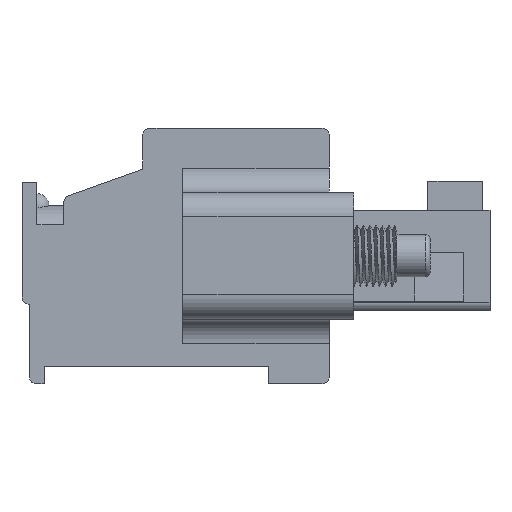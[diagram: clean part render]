
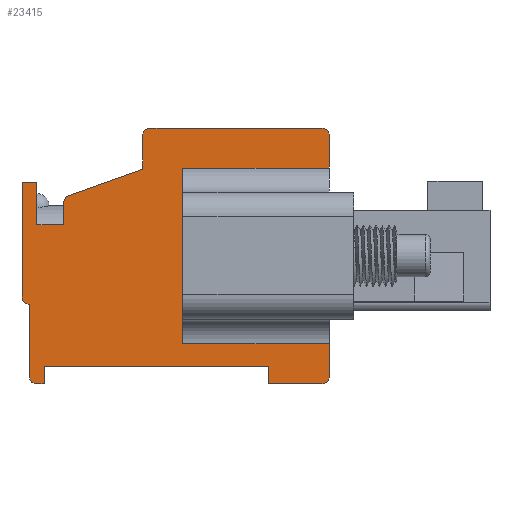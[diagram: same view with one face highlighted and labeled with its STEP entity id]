
A CAD part, left-side view. The second image highlights one B-rep face of the part: STEP entity #23415.
In plain terms, the highlighted planar face has unit normal (-1, 0, 0).
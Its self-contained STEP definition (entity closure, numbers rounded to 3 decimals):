
#7763=DIRECTION('',(0.,0.,-1.));
#7764=VECTOR('',#7763,1.36);
#7765=CARTESIAN_POINT('',(0.,0.,1.66));
#7766=LINE('',#7765,#7764);
#7767=CARTESIAN_POINT('',(0.,0.3,0.3));
#7768=DIRECTION('',(-1.,0.,0.));
#7769=DIRECTION('',(0.,0.,-1.));
#7770=AXIS2_PLACEMENT_3D('',#7767,#7768,#7769);
#7772=DIRECTION('',(0.,1.,0.));
#7773=VECTOR('',#7772,2.2);
#7774=CARTESIAN_POINT('',(0.,0.3,0.));
#7775=LINE('',#7774,#7773);
#7776=DIRECTION('',(0.,0.,-1.));
#7777=VECTOR('',#7776,0.72);
#7778=CARTESIAN_POINT('',(0.,2.5,0.72));
#7779=LINE('',#7778,#7777);
#7780=DIRECTION('',(0.,-1.,0.));
#7781=VECTOR('',#7780,9.19);
#7782=CARTESIAN_POINT('',(0.,11.69,0.72));
#7783=LINE('',#7782,#7781);
#7784=DIRECTION('',(0.,0.,1.));
#7785=VECTOR('',#7784,0.72);
#7786=CARTESIAN_POINT('',(0.,11.69,0.));
#7787=LINE('',#7786,#7785);
#7788=DIRECTION('',(0.,1.,0.));
#7789=VECTOR('',#7788,0.31);
#7790=CARTESIAN_POINT('',(0.,11.69,0.));
#7791=LINE('',#7790,#7789);
#7792=CARTESIAN_POINT('',(0.,12.,0.3));
#7793=DIRECTION('',(1.,0.,0.));
#7794=DIRECTION('',(0.,0.,-1.));
#7795=AXIS2_PLACEMENT_3D('',#7792,#7793,#7794);
#7797=DIRECTION('',(0.,0.,-1.));
#7798=VECTOR('',#7797,2.97);
#7799=CARTESIAN_POINT('',(0.,12.3,3.27));
#7800=LINE('',#7799,#7798);
#7801=CARTESIAN_POINT('',(0.,12.3,3.57));
#7802=DIRECTION('',(-1.,0.,0.));
#7803=DIRECTION('',(0.,1.,0.));
#7804=AXIS2_PLACEMENT_3D('',#7801,#7802,#7803);
#7806=DIRECTION('',(0.,0.,1.));
#7807=VECTOR('',#7806,4.69);
#7808=CARTESIAN_POINT('',(0.,12.6,3.57));
#7809=LINE('',#7808,#7807);
#7810=DIRECTION('',(0.,1.,0.));
#7811=VECTOR('',#7810,0.61);
#7812=CARTESIAN_POINT('',(0.,11.99,8.26));
#7813=LINE('',#7812,#7811);
#7814=DIRECTION('',(0.,0.,1.));
#7815=VECTOR('',#7814,1.731);
#7816=CARTESIAN_POINT('',(0.,11.99,6.529));
#7817=LINE('',#7816,#7815);
#7818=DIRECTION('',(0.,1.,0.));
#7819=VECTOR('',#7818,1.1);
#7820=CARTESIAN_POINT('',(0.,10.89,6.529));
#7821=LINE('',#7820,#7819);
#7822=DIRECTION('',(0.,0.,-1.));
#7823=VECTOR('',#7822,0.911);
#7824=CARTESIAN_POINT('',(0.,10.89,7.44));
#7825=LINE('',#7824,#7823);
#7826=CARTESIAN_POINT('',(0.,10.59,7.44));
#7827=DIRECTION('',(1.,0.,0.));
#7828=DIRECTION('',(0.,1.,0.));
#7829=AXIS2_PLACEMENT_3D('',#7826,#7827,#7828);
#7831=DIRECTION('',(0.,0.942,-0.337));
#7832=VECTOR('',#7831,3.23);
#7833=CARTESIAN_POINT('',(0.,7.65,8.81));
#7834=LINE('',#7833,#7832);
#7835=DIRECTION('',(0.,0.,-1.));
#7836=VECTOR('',#7835,1.39);
#7837=CARTESIAN_POINT('',(0.,7.65,10.2));
#7838=LINE('',#7837,#7836);
#7839=CARTESIAN_POINT('',(0.,7.35,10.2));
#7840=DIRECTION('',(-1.,0.,0.));
#7841=DIRECTION('',(0.,0.,1.));
#7842=AXIS2_PLACEMENT_3D('',#7839,#7840,#7841);
#7844=DIRECTION('',(0.,-1.,0.));
#7845=VECTOR('',#7844,7.05);
#7846=CARTESIAN_POINT('',(0.,7.35,10.5));
#7847=LINE('',#7846,#7845);
#7848=CARTESIAN_POINT('',(0.,0.3,10.2));
#7849=DIRECTION('',(-1.,0.,0.));
#7850=DIRECTION('',(0.,-1.,0.));
#7851=AXIS2_PLACEMENT_3D('',#7848,#7849,#7850);
#7853=DIRECTION('',(0.,0.,-1.));
#7854=VECTOR('',#7853,1.34);
#7855=CARTESIAN_POINT('',(0.,0.,10.2));
#7856=LINE('',#7855,#7854);
#7881=DIRECTION('',(0.,0.,-1.));
#7882=VECTOR('',#7881,7.2);
#7883=CARTESIAN_POINT('',(0.,6.,8.86));
#7884=LINE('',#7883,#7882);
#8137=DIRECTION('',(0.,1.,0.));
#8138=VECTOR('',#8137,6.);
#8139=CARTESIAN_POINT('',(0.,0.,8.86));
#8140=LINE('',#8139,#8138);
#9284=DIRECTION('',(0.,-1.,0.));
#9285=VECTOR('',#9284,6.);
#9286=CARTESIAN_POINT('',(0.,6.,1.66));
#9287=LINE('',#9286,#9285);
#10853=CARTESIAN_POINT('',(0.,0.3,0.));
#10854=CARTESIAN_POINT('',(0.,2.5,0.));
#10855=VERTEX_POINT('',#10853);
#10856=VERTEX_POINT('',#10854);
#10857=CARTESIAN_POINT('',(0.,11.69,0.));
#10858=CARTESIAN_POINT('',(0.,12.,0.));
#10859=VERTEX_POINT('',#10857);
#10860=VERTEX_POINT('',#10858);
#10861=CARTESIAN_POINT('',(0.,12.6,3.57));
#10862=CARTESIAN_POINT('',(0.,12.6,8.26));
#10863=VERTEX_POINT('',#10861);
#10864=VERTEX_POINT('',#10862);
#10865=CARTESIAN_POINT('',(0.,7.35,10.5));
#10866=CARTESIAN_POINT('',(0.,0.3,10.5));
#10867=VERTEX_POINT('',#10865);
#10868=VERTEX_POINT('',#10866);
#10869=CARTESIAN_POINT('',(0.,11.69,0.72));
#10870=VERTEX_POINT('',#10869);
#10871=CARTESIAN_POINT('',(0.,2.5,0.72));
#10872=VERTEX_POINT('',#10871);
#10873=CARTESIAN_POINT('',(0.,12.3,3.27));
#10874=CARTESIAN_POINT('',(0.,12.3,0.3));
#10875=VERTEX_POINT('',#10873);
#10876=VERTEX_POINT('',#10874);
#10877=CARTESIAN_POINT('',(0.,7.65,10.2));
#10878=CARTESIAN_POINT('',(0.,7.65,8.81));
#10879=VERTEX_POINT('',#10877);
#10880=VERTEX_POINT('',#10878);
#10881=CARTESIAN_POINT('',(0.,10.691,7.722));
#10882=VERTEX_POINT('',#10881);
#10883=CARTESIAN_POINT('',(0.,10.89,7.44));
#10884=VERTEX_POINT('',#10883);
#10885=CARTESIAN_POINT('',(0.,10.89,6.529));
#10886=VERTEX_POINT('',#10885);
#10887=CARTESIAN_POINT('',(0.,11.99,6.529));
#10888=CARTESIAN_POINT('',(0.,11.99,8.26));
#10889=VERTEX_POINT('',#10887);
#10890=VERTEX_POINT('',#10888);
#10891=CARTESIAN_POINT('',(0.,0.,0.3));
#10892=VERTEX_POINT('',#10891);
#10893=CARTESIAN_POINT('',(0.,0.,10.2));
#10894=VERTEX_POINT('',#10893);
#10895=CARTESIAN_POINT('',(0.,6.,8.86));
#10896=CARTESIAN_POINT('',(0.,6.,1.66));
#10897=VERTEX_POINT('',#10895);
#10898=VERTEX_POINT('',#10896);
#10899=CARTESIAN_POINT('',(0.,0.,1.66));
#10900=VERTEX_POINT('',#10899);
#10901=CARTESIAN_POINT('',(0.,0.,8.86));
#10902=VERTEX_POINT('',#10901);
#23376=CARTESIAN_POINT('',(0.,14.763,-8.6));
#23377=DIRECTION('',(-1.,0.,0.));
#23378=DIRECTION('',(0.,-1.,0.));
#23379=AXIS2_PLACEMENT_3D('',#23376,#23377,#23378);
#23380=PLANE('',#23379);
#23382=ORIENTED_EDGE('',*,*,#23381,.T.);
#23384=ORIENTED_EDGE('',*,*,#23383,.T.);
#23385=ORIENTED_EDGE('',*,*,#12893,.T.);
#23386=ORIENTED_EDGE('',*,*,#17524,.F.);
#23387=ORIENTED_EDGE('',*,*,#17435,.T.);
#23389=ORIENTED_EDGE('',*,*,#23388,.F.);
#23391=ORIENTED_EDGE('',*,*,#23390,.F.);
#23393=ORIENTED_EDGE('',*,*,#23392,.F.);
#23394=ORIENTED_EDGE('',*,*,#17498,.T.);
#23395=ORIENTED_EDGE('',*,*,#23371,.T.);
#23396=ORIENTED_EDGE('',*,*,#23358,.F.);
#23397=ORIENTED_EDGE('',*,*,#23344,.F.);
#23398=ORIENTED_EDGE('',*,*,#20208,.T.);
#23399=ORIENTED_EDGE('',*,*,#20194,.F.);
#23400=ORIENTED_EDGE('',*,*,#20180,.F.);
#23402=ORIENTED_EDGE('',*,*,#23401,.F.);
#23403=ORIENTED_EDGE('',*,*,#20042,.F.);
#23404=ORIENTED_EDGE('',*,*,#20024,.T.);
#23405=ORIENTED_EDGE('',*,*,#20010,.F.);
#23406=ORIENTED_EDGE('',*,*,#19996,.F.);
#23407=ORIENTED_EDGE('',*,*,#19982,.F.);
#23408=ORIENTED_EDGE('',*,*,#17763,.T.);
#23409=ORIENTED_EDGE('',*,*,#17245,.F.);
#23410=ORIENTED_EDGE('',*,*,#12904,.T.);
#23412=ORIENTED_EDGE('',*,*,#23411,.T.);
#23413=EDGE_LOOP('',(#23382,#23384,#23385,#23386,#23387,#23389,#23391,#23393,
#23394,#23395,#23396,#23397,#23398,#23399,#23400,#23402,#23403,#23404,#23405,
#23406,#23407,#23408,#23409,#23410,#23412));
#23414=FACE_OUTER_BOUND('',#23413,.F.);
#23415=ADVANCED_FACE('',(#23414),#23380,.T.);
#7771=CIRCLE('',#7770,0.3);
#7796=CIRCLE('',#7795,0.3);
#7805=CIRCLE('',#7804,0.3);
#7830=CIRCLE('',#7829,0.3);
#7843=CIRCLE('',#7842,0.3);
#7852=CIRCLE('',#7851,0.3);
#12893=EDGE_CURVE('',#10900,#10892,#7766,.T.);
#12904=EDGE_CURVE('',#10894,#10902,#7856,.T.);
#17245=EDGE_CURVE('',#10894,#10868,#7852,.T.);
#17435=EDGE_CURVE('',#10855,#10856,#7775,.T.);
#17498=EDGE_CURVE('',#10859,#10860,#7791,.T.);
#17524=EDGE_CURVE('',#10855,#10892,#7771,.T.);
#17763=EDGE_CURVE('',#10867,#10868,#7847,.T.);
#19982=EDGE_CURVE('',#10867,#10879,#7843,.T.);
#19996=EDGE_CURVE('',#10879,#10880,#7838,.T.);
#20010=EDGE_CURVE('',#10880,#10882,#7834,.T.);
#20024=EDGE_CURVE('',#10884,#10882,#7830,.T.);
#20042=EDGE_CURVE('',#10884,#10886,#7825,.T.);
#20180=EDGE_CURVE('',#10889,#10890,#7817,.T.);
#20194=EDGE_CURVE('',#10890,#10864,#7813,.T.);
#20208=EDGE_CURVE('',#10863,#10864,#7809,.T.);
#23344=EDGE_CURVE('',#10863,#10875,#7805,.T.);
#23358=EDGE_CURVE('',#10875,#10876,#7800,.T.);
#23371=EDGE_CURVE('',#10860,#10876,#7796,.T.);
#23381=EDGE_CURVE('',#10897,#10898,#7884,.T.);
#23383=EDGE_CURVE('',#10898,#10900,#9287,.T.);
#23388=EDGE_CURVE('',#10872,#10856,#7779,.T.);
#23390=EDGE_CURVE('',#10870,#10872,#7783,.T.);
#23392=EDGE_CURVE('',#10859,#10870,#7787,.T.);
#23401=EDGE_CURVE('',#10886,#10889,#7821,.T.);
#23411=EDGE_CURVE('',#10902,#10897,#8140,.T.);
